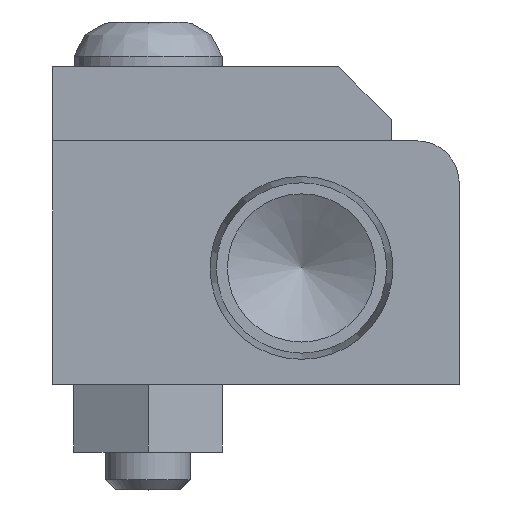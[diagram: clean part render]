
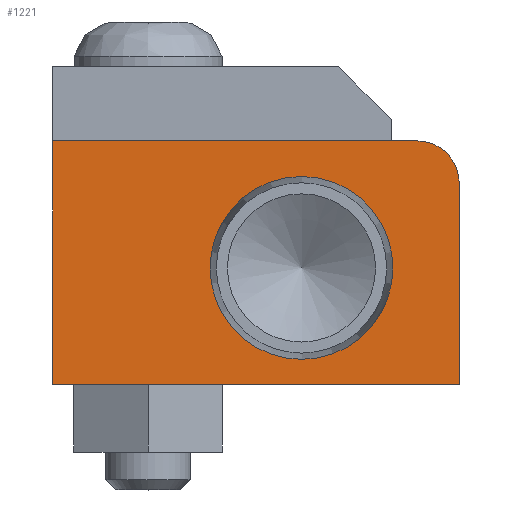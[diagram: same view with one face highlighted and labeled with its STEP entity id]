
A CAD part, left-side view. The second image highlights one B-rep face of the part: STEP entity #1221.
In plain terms, the highlighted planar face has unit normal (-1, 0, 0).
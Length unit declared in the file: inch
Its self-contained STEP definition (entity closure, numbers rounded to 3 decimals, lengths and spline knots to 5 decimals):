
#955=CARTESIAN_POINT('',(-39.27551,-1.9235,-0.32339));
#956=VERTEX_POINT('',#955);
#957=CARTESIAN_POINT('',(-39.27551,-1.9235,-0.05339));
#958=DIRECTION('',(1.0,0.0,0.0));
#959=DIRECTION('',(0.0,0.0,1.0));
#960=AXIS2_PLACEMENT_3D('',#957,#958,#959);
#961=CIRCLE('',#960,0.27);
#962=EDGE_CURVE('',#956,#956,#961,.T.);
#1007=CARTESIAN_POINT('',(-39.27551,-2.26413,0.32186));
#1008=VERTEX_POINT('',#1007);
#1015=CARTESIAN_POINT('',(-39.27551,-2.38913,0.19686));
#1016=VERTEX_POINT('',#1015);
#1017=CARTESIAN_POINT('',(-39.27551,-2.26413,0.19686));
#1018=DIRECTION('',(1.0,0.,0.));
#1019=DIRECTION('',(0.,-0.707,0.707));
#1020=AXIS2_PLACEMENT_3D('',#1017,#1018,#1019);
#1021=CIRCLE('',#1020,0.125);
#1022=EDGE_CURVE('',#1008,#1016,#1021,.T.);
#1046=CARTESIAN_POINT('',(-39.27551,-1.18913,0.32186));
#1047=VERTEX_POINT('',#1046);
#1054=CARTESIAN_POINT('',(-39.27551,-1.18913,0.32186));
#1055=DIRECTION('',(0.0,-1.0,0.0));
#1056=VECTOR('',#1055,1.075);
#1057=LINE('',#1054,#1056);
#1058=EDGE_CURVE('',#1047,#1008,#1057,.T.);
#1098=CARTESIAN_POINT('',(-39.27551,-1.18913,-0.39714));
#1099=VERTEX_POINT('',#1098);
#1106=CARTESIAN_POINT('',(-39.27551,-1.18913,-0.39714));
#1107=DIRECTION('',(0.0,0.0,1.0));
#1108=VECTOR('',#1107,0.719);
#1109=LINE('',#1106,#1108);
#1110=EDGE_CURVE('',#1099,#1047,#1109,.T.);
#1129=CARTESIAN_POINT('',(-39.27551,-2.38913,-0.39714));
#1130=VERTEX_POINT('',#1129);
#1137=CARTESIAN_POINT('',(-39.27551,-2.38913,-0.39714));
#1138=DIRECTION('',(0.0,1.0,0.0));
#1139=VECTOR('',#1138,1.2);
#1140=LINE('',#1137,#1139);
#1141=EDGE_CURVE('',#1130,#1099,#1140,.T.);
#1180=CARTESIAN_POINT('',(-39.27551,-2.38913,0.19686));
#1181=DIRECTION('',(0.0,0.0,-1.0));
#1182=VECTOR('',#1181,0.594);
#1183=LINE('',#1180,#1182);
#1184=EDGE_CURVE('',#1016,#1130,#1183,.T.);
#1206=CARTESIAN_POINT('',(-39.27551,-1.78024,-0.04312));
#1207=DIRECTION('',(-1.0,0.0,0.0));
#1208=DIRECTION('',(0.0,0.0,1.0));
#1209=AXIS2_PLACEMENT_3D('',#1206,#1207,#1208);
#1210=PLANE('',#1209);
#1211=ORIENTED_EDGE('',*,*,#1184,.F.);
#1212=ORIENTED_EDGE('',*,*,#1022,.F.);
#1213=ORIENTED_EDGE('',*,*,#1058,.F.);
#1214=ORIENTED_EDGE('',*,*,#1110,.F.);
#1215=ORIENTED_EDGE('',*,*,#1141,.F.);
#1216=EDGE_LOOP('',(#1211,#1212,#1213,#1214,#1215));
#1217=FACE_OUTER_BOUND('',#1216,.T.);
#1218=ORIENTED_EDGE('',*,*,#962,.T.);
#1219=EDGE_LOOP('',(#1218));
#1220=FACE_BOUND('',#1219,.T.);
#1221=ADVANCED_FACE('',(#1217,#1220),#1210,.T.);
